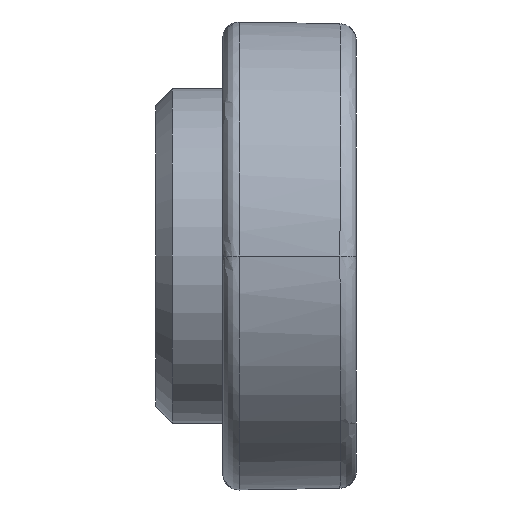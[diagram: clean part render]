
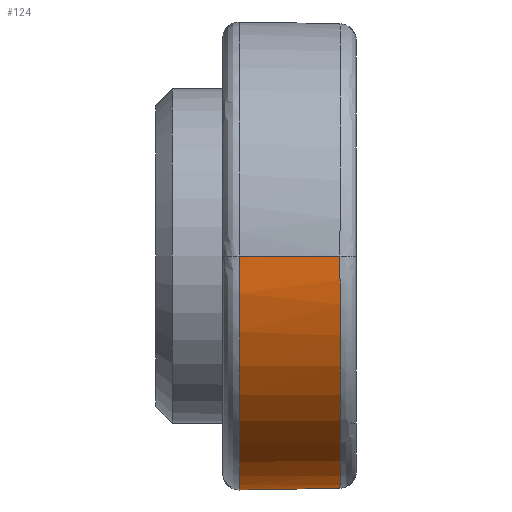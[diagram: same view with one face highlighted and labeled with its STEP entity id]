
A CAD part, left-side view. The second image highlights one B-rep face of the part: STEP entity #124.
In plain terms, the highlighted cylindrical face has radius 7 mm (diameter 14 mm), a partial arc.
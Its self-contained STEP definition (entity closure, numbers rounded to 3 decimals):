
#14 = EDGE_LOOP ( 'NONE', ( #519, #35, #792, #86 ) ) ;
#35 = ORIENTED_EDGE ( 'NONE', *, *, #491, .T. ) ;
#36 = CARTESIAN_POINT ( 'NONE',  ( -22.089, 3.486, -6.991 ) ) ;
#86 = ORIENTED_EDGE ( 'NONE', *, *, #974, .T. ) ;
#89 = DIRECTION ( 'NONE',  ( 0.017, -1., 0.017 ) ) ;
#114 = CARTESIAN_POINT ( 'NONE',  ( -17.94, 0.491, -6.939 ) ) ;
#124 = ADVANCED_FACE ( 'NONE', ( #445 ), #1444, .T. ) ;
#260 = CARTESIAN_POINT ( 'NONE',  ( -17.94, 0.491, -6.939 ) ) ;
#296 = CARTESIAN_POINT ( 'NONE',  ( -24.991, 3.491, 0. ) ) ;
#310 = VERTEX_POINT ( 'NONE', #296 ) ;
#348 = DIRECTION ( 'NONE',  ( 1., 0.017, 0. ) ) ;
#386 = CARTESIAN_POINT ( 'NONE',  ( -24.903, 0.486, -4.072 ) ) ;
#445 = FACE_OUTER_BOUND ( 'NONE', #14, .T. ) ;
#491 = EDGE_CURVE ( 'NONE', #310, #1561, #538, .T. ) ;
#494 = CARTESIAN_POINT ( 'NONE',  ( -17.999, 4., 0.001 ) ) ;
#519 = ORIENTED_EDGE ( 'NONE', *, *, #1573, .F. ) ;
#538 =( BOUNDED_CURVE ( )  B_SPLINE_CURVE ( 3, ( #747, #1655, #36, #1014 ),
 .UNSPECIFIED., .F., .F. ) 
 B_SPLINE_CURVE_WITH_KNOTS ( ( 4, 4 ),
 ( 2.357, 3.927 ),
 .UNSPECIFIED. ) 
 CURVE ( )  GEOMETRIC_REPRESENTATION_ITEM ( )  RATIONAL_B_SPLINE_CURVE ( ( 1., 0.805, 0.805, 1. ) ) 
 REPRESENTATION_ITEM ( '' )  );
#651 = CARTESIAN_POINT ( 'NONE',  ( -24.974, 2.491, 0. ) ) ;
#747 = CARTESIAN_POINT ( 'NONE',  ( -24.991, 3.491, 0. ) ) ;
#774 = CARTESIAN_POINT ( 'NONE',  ( -24.956, 1.491, 0. ) ) ;
#792 = ORIENTED_EDGE ( 'NONE', *, *, #1477, .F. ) ;
#793 = LINE ( 'NONE', #933, #1479 ) ;
#808 =( BOUNDED_CURVE ( )  B_SPLINE_CURVE ( 3, ( #915, #651, #774, #1547 ),
 .UNSPECIFIED., .F., .T. ) 
 B_SPLINE_CURVE_WITH_KNOTS ( ( 4, 4 ),
 ( 4.714, 4.721 ),
 .UNSPECIFIED. ) 
 CURVE ( )  GEOMETRIC_REPRESENTATION_ITEM ( )  RATIONAL_B_SPLINE_CURVE ( ( 1., 1., 1., 1. ) ) 
 REPRESENTATION_ITEM ( '' )  );
#915 = CARTESIAN_POINT ( 'NONE',  ( -24.991, 3.491, 0. ) ) ;
#933 = CARTESIAN_POINT ( 'NONE',  ( -17.996, 3.686, -6.995 ) ) ;
#955 = VERTEX_POINT ( 'NONE', #260 ) ;
#974 = EDGE_CURVE ( 'NONE', #955, #1435, #1357, .T. ) ;
#1014 = CARTESIAN_POINT ( 'NONE',  ( -17.992, 3.491, -6.991 ) ) ;
#1185 = CARTESIAN_POINT ( 'NONE',  ( -24.938, 0.491, 0. ) ) ;
#1293 = AXIS2_PLACEMENT_3D ( 'NONE', #494, #89, #348 ) ;
#1311 = CARTESIAN_POINT ( 'NONE',  ( -22.012, 0.486, -6.939 ) ) ;
#1357 =( BOUNDED_CURVE ( )  B_SPLINE_CURVE ( 3, ( #114, #1311, #386, #1700 ),
 .UNSPECIFIED., .F., .T. ) 
 B_SPLINE_CURVE_WITH_KNOTS ( ( 4, 4 ),
 ( 2.356, 3.918 ),
 .UNSPECIFIED. ) 
 CURVE ( )  GEOMETRIC_REPRESENTATION_ITEM ( )  RATIONAL_B_SPLINE_CURVE ( ( 1., 0.807, 0.807, 1. ) ) 
 REPRESENTATION_ITEM ( '' )  );
#1413 = CARTESIAN_POINT ( 'NONE',  ( -17.992, 3.491, -6.991 ) ) ;
#1424 = DIRECTION ( 'NONE',  ( -0.017, 1., -0.017 ) ) ;
#1435 = VERTEX_POINT ( 'NONE', #1185 ) ;
#1444 = CYLINDRICAL_SURFACE ( 'NONE', #1293, 7. ) ;
#1477 = EDGE_CURVE ( 'NONE', #955, #1561, #793, .T. ) ;
#1479 = VECTOR ( 'NONE', #1424, 1000. ) ;
#1547 = CARTESIAN_POINT ( 'NONE',  ( -24.938, 0.491, 0. ) ) ;
#1561 = VERTEX_POINT ( 'NONE', #1413 ) ;
#1573 = EDGE_CURVE ( 'NONE', #310, #1435, #808, .T. ) ;
#1655 = CARTESIAN_POINT ( 'NONE',  ( -24.986, 3.486, -4.096 ) ) ;
#1700 = CARTESIAN_POINT ( 'NONE',  ( -24.938, 0.491, 0. ) ) ;
